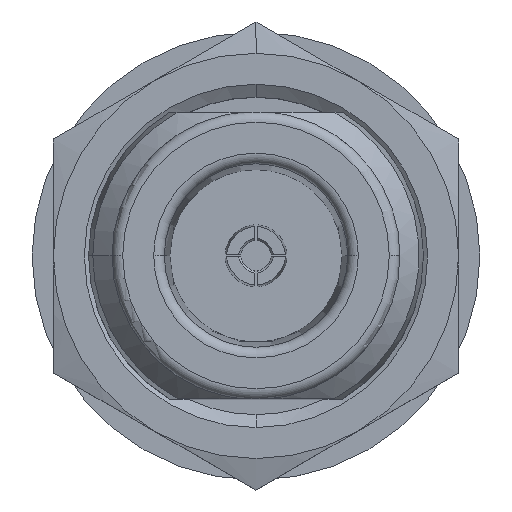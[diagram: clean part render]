
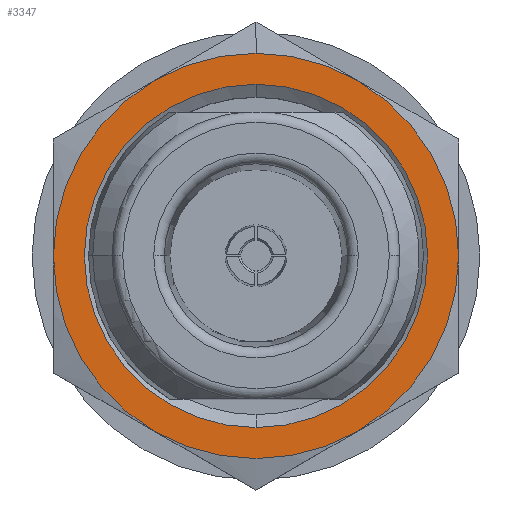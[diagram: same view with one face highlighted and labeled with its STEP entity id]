
A CAD part, top view. The second image highlights one B-rep face of the part: STEP entity #3347.
In plain terms, the highlighted planar face has unit normal (0, 0, 1).
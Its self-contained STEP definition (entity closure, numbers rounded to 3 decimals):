
#107 = DIRECTION ( 'NONE',  ( 0., 0., 1. ) ) ;
#211 = EDGE_CURVE ( 'NONE', #4011, #10065, #8791, .T. ) ;
#254 = DIRECTION ( 'NONE',  ( 0., 0., -1. ) ) ;
#362 = DIRECTION ( 'NONE',  ( -1., 0., 0. ) ) ;
#405 = ORIENTED_EDGE ( 'NONE', *, *, #4238, .T. ) ;
#545 = VERTEX_POINT ( 'NONE', #2405 ) ;
#628 = CARTESIAN_POINT ( 'NONE',  ( 0., 0., -12.05 ) ) ;
#781 = CARTESIAN_POINT ( 'NONE',  ( 0., 0., -12.05 ) ) ;
#786 = CIRCLE ( 'NONE', #7841, 9.5 ) ;
#1229 = ORIENTED_EDGE ( 'NONE', *, *, #211, .F. ) ;
#1325 = CIRCLE ( 'NONE', #6421, 9.5 ) ;
#1456 = DIRECTION ( 'NONE',  ( -1., 0., 0. ) ) ;
#1594 = DIRECTION ( 'NONE',  ( -1., 0., 0. ) ) ;
#1632 = CARTESIAN_POINT ( 'NONE',  ( 9.5, -16.454, -12.05 ) ) ;
#1801 = CARTESIAN_POINT ( 'NONE',  ( -4.75, -8.227, -12.05 ) ) ;
#1829 = ORIENTED_EDGE ( 'NONE', *, *, #9974, .T. ) ;
#1974 = VERTEX_POINT ( 'NONE', #6394 ) ;
#1986 = EDGE_LOOP ( 'NONE', ( #405, #5747, #8222, #6806, #1229, #3755, #1829 ) ) ;
#2026 = AXIS2_PLACEMENT_3D ( 'NONE', #8197, #3432, #9016 ) ;
#2058 = ORIENTED_EDGE ( 'NONE', *, *, #3741, .T. ) ;
#2086 = VERTEX_POINT ( 'NONE', #10015 ) ;
#2098 = DIRECTION ( 'NONE',  ( -1., 0., 0. ) ) ;
#2405 = CARTESIAN_POINT ( 'NONE',  ( -9.5, 0., -12.05 ) ) ;
#2846 = CIRCLE ( 'NONE', #6126, 9.5 ) ;
#2921 = PLANE ( 'NONE',  #8338 ) ;
#2930 = VERTEX_POINT ( 'NONE', #10253 ) ;
#3347 = ADVANCED_FACE ( 'NONE', ( #7489, #4862 ), #2921, .F. ) ;
#3416 = CARTESIAN_POINT ( 'NONE',  ( 0., 0., -12.05 ) ) ;
#3432 = DIRECTION ( 'NONE',  ( 0., 0., 1. ) ) ;
#3506 = DIRECTION ( 'NONE',  ( 0., 0., 1. ) ) ;
#3741 = EDGE_CURVE ( 'NONE', #2930, #4432, #9939, .T. ) ;
#3755 = ORIENTED_EDGE ( 'NONE', *, *, #9414, .T. ) ;
#4011 = VERTEX_POINT ( 'NONE', #9373 ) ;
#4189 = DIRECTION ( 'NONE',  ( 0., 1., 0. ) ) ;
#4238 = EDGE_CURVE ( 'NONE', #1974, #545, #4267, .T. ) ;
#4267 = CIRCLE ( 'NONE', #5918, 9.5 ) ;
#4275 = CARTESIAN_POINT ( 'NONE',  ( 9.5, 0., -12.05 ) ) ;
#4373 = CARTESIAN_POINT ( 'NONE',  ( 0., 0., -12.05 ) ) ;
#4421 = EDGE_CURVE ( 'NONE', #9984, #2086, #786, .T. ) ;
#4432 = VERTEX_POINT ( 'NONE', #6198 ) ;
#4862 = FACE_OUTER_BOUND ( 'NONE', #1986, .T. ) ;
#4895 = CARTESIAN_POINT ( 'NONE',  ( 0., 9.5, -12.05 ) ) ;
#4900 = CARTESIAN_POINT ( 'NONE',  ( 0., 0., -12.05 ) ) ;
#4966 = ORIENTED_EDGE ( 'NONE', *, *, #5545, .T. ) ;
#5168 = DIRECTION ( 'NONE',  ( 0., 0., 1. ) ) ;
#5320 = DIRECTION ( 'NONE',  ( 0., 1., 0. ) ) ;
#5486 = VERTEX_POINT ( 'NONE', #4895 ) ;
#5545 = EDGE_CURVE ( 'NONE', #4432, #2930, #6138, .T. ) ;
#5717 = DIRECTION ( 'NONE',  ( -1., 0., 0. ) ) ;
#5723 = CIRCLE ( 'NONE', #2026, 9.5 ) ;
#5747 = ORIENTED_EDGE ( 'NONE', *, *, #7286, .T. ) ;
#5918 = AXIS2_PLACEMENT_3D ( 'NONE', #9969, #5168, #362 ) ;
#6126 = AXIS2_PLACEMENT_3D ( 'NONE', #4900, #107, #5717 ) ;
#6138 = CIRCLE ( 'NONE', #7861, 8.05 ) ;
#6198 = CARTESIAN_POINT ( 'NONE',  ( 0., 8.05, -12.05 ) ) ;
#6242 = DIRECTION ( 'NONE',  ( 0., 0., 1. ) ) ;
#6381 = DIRECTION ( 'NONE',  ( 0., 0., 1. ) ) ;
#6394 = CARTESIAN_POINT ( 'NONE',  ( -4.75, 8.227, -12.05 ) ) ;
#6411 = DIRECTION ( 'NONE',  ( 0., 0., -1. ) ) ;
#6421 = AXIS2_PLACEMENT_3D ( 'NONE', #781, #6381, #1594 ) ;
#6806 = ORIENTED_EDGE ( 'NONE', *, *, #7006, .T. ) ;
#6827 = CIRCLE ( 'NONE', #7370, 9.5 ) ;
#7006 = EDGE_CURVE ( 'NONE', #2086, #10065, #6827, .T. ) ;
#7286 = EDGE_CURVE ( 'NONE', #545, #9984, #1325, .T. ) ;
#7370 = AXIS2_PLACEMENT_3D ( 'NONE', #8275, #3506, #9069 ) ;
#7489 = FACE_BOUND ( 'NONE', #9436, .T. ) ;
#7756 = CARTESIAN_POINT ( 'NONE',  ( 0., 0., -12.05 ) ) ;
#7841 = AXIS2_PLACEMENT_3D ( 'NONE', #628, #6242, #1456 ) ;
#7861 = AXIS2_PLACEMENT_3D ( 'NONE', #3416, #8991, #4189 ) ;
#8197 = CARTESIAN_POINT ( 'NONE',  ( 0., 0., -12.05 ) ) ;
#8222 = ORIENTED_EDGE ( 'NONE', *, *, #4421, .T. ) ;
#8275 = CARTESIAN_POINT ( 'NONE',  ( 0., 0., -12.05 ) ) ;
#8338 = AXIS2_PLACEMENT_3D ( 'NONE', #1632, #6411, #2098 ) ;
#8791 = CIRCLE ( 'NONE', #9353, 9.5 ) ;
#8991 = DIRECTION ( 'NONE',  ( 0., 0., -1. ) ) ;
#9016 = DIRECTION ( 'NONE',  ( -1., 0., 0. ) ) ;
#9026 = AXIS2_PLACEMENT_3D ( 'NONE', #4373, #254, #9636 ) ;
#9069 = DIRECTION ( 'NONE',  ( -1., 0., 0. ) ) ;
#9353 = AXIS2_PLACEMENT_3D ( 'NONE', #7756, #10273, #5320 ) ;
#9373 = CARTESIAN_POINT ( 'NONE',  ( 4.75, 8.227, -12.05 ) ) ;
#9414 = EDGE_CURVE ( 'NONE', #4011, #5486, #2846, .T. ) ;
#9436 = EDGE_LOOP ( 'NONE', ( #2058, #4966 ) ) ;
#9636 = DIRECTION ( 'NONE',  ( 0., 1., 0. ) ) ;
#9939 = CIRCLE ( 'NONE', #9026, 8.05 ) ;
#9969 = CARTESIAN_POINT ( 'NONE',  ( 0., 0., -12.05 ) ) ;
#9974 = EDGE_CURVE ( 'NONE', #5486, #1974, #5723, .T. ) ;
#9984 = VERTEX_POINT ( 'NONE', #1801 ) ;
#10015 = CARTESIAN_POINT ( 'NONE',  ( 4.75, -8.227, -12.05 ) ) ;
#10065 = VERTEX_POINT ( 'NONE', #4275 ) ;
#10253 = CARTESIAN_POINT ( 'NONE',  ( 0., -8.05, -12.05 ) ) ;
#10273 = DIRECTION ( 'NONE',  ( 0., 0., -1. ) ) ;
